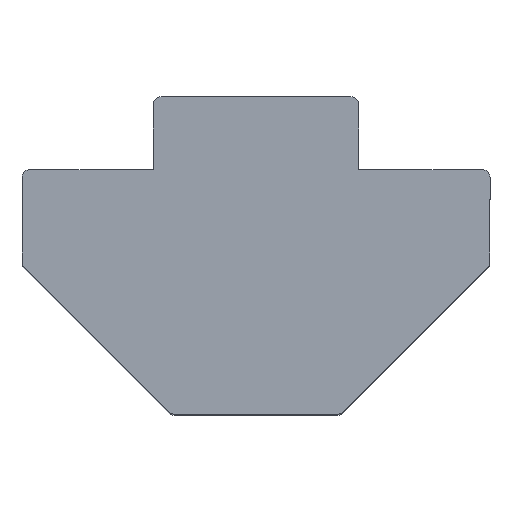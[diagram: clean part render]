
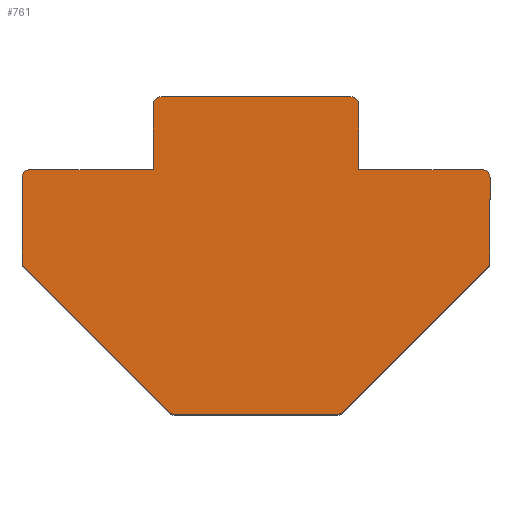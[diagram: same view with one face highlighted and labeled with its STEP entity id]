
A CAD part, top view. The second image highlights one B-rep face of the part: STEP entity #761.
In plain terms, the highlighted planar face has unit normal (0, 0, 1).
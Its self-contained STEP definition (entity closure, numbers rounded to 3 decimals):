
#3 = VERTEX_POINT ( 'NONE', #156 ) ;
#14 = VERTEX_POINT ( 'NONE', #585 ) ;
#20 = EDGE_CURVE ( 'NONE', #1139, #824, #976, .T. ) ;
#26 = DIRECTION ( 'NONE',  ( 0., 0., 1. ) ) ;
#33 = LINE ( 'NONE', #47, #1073 ) ;
#38 = DIRECTION ( 'NONE',  ( -1., 0., 0. ) ) ;
#47 = CARTESIAN_POINT ( 'NONE',  ( -9., 5.845, 25. ) ) ;
#53 = DIRECTION ( 'NONE',  ( 0., 0., 1. ) ) ;
#71 = EDGE_CURVE ( 'NONE', #924, #1129, #1172, .T. ) ;
#93 = CARTESIAN_POINT ( 'NONE',  ( -8.7, 9.4, 25. ) ) ;
#115 = ORIENTED_EDGE ( 'NONE', *, *, #380, .T. ) ;
#117 = VERTEX_POINT ( 'NONE', #755 ) ;
#120 = CARTESIAN_POINT ( 'NONE',  ( -3.65, 12.2, 25. ) ) ;
#126 = EDGE_CURVE ( 'NONE', #505, #924, #851, .T. ) ;
#134 = DIRECTION ( 'NONE',  ( 0., 1., 0. ) ) ;
#137 = EDGE_CURVE ( 'NONE', #14, #1030, #1068, .T. ) ;
#145 = CARTESIAN_POINT ( 'NONE',  ( 9., 5.845, 25. ) ) ;
#154 = CARTESIAN_POINT ( 'NONE',  ( -8.7, 5.845, 25. ) ) ;
#156 = CARTESIAN_POINT ( 'NONE',  ( -3.361, 0.088, 25. ) ) ;
#160 = DIRECTION ( 'NONE',  ( 0., 0., 1. ) ) ;
#162 = DIRECTION ( 'NONE',  ( 0., -1., 0. ) ) ;
#170 = CIRCLE ( 'NONE', #235, 0.3 ) ;
#171 = CARTESIAN_POINT ( 'NONE',  ( 3.149, 0.3, 25. ) ) ;
#172 = VECTOR ( 'NONE', #929, 1000. ) ;
#175 = EDGE_CURVE ( 'NONE', #1120, #1139, #702, .T. ) ;
#176 = DIRECTION ( 'NONE',  ( -1., 0., 0. ) ) ;
#182 = VERTEX_POINT ( 'NONE', #495 ) ;
#199 = ORIENTED_EDGE ( 'NONE', *, *, #20, .T. ) ;
#216 = ORIENTED_EDGE ( 'NONE', *, *, #175, .T. ) ;
#219 = CARTESIAN_POINT ( 'NONE',  ( -8.912, 5.632, 25. ) ) ;
#221 = EDGE_CURVE ( 'NONE', #773, #117, #1189, .T. ) ;
#233 = CIRCLE ( 'NONE', #729, 0.3 ) ;
#235 = AXIS2_PLACEMENT_3D ( 'NONE', #1059, #608, #806 ) ;
#245 = EDGE_CURVE ( 'NONE', #1129, #1120, #1088, .T. ) ;
#249 = VECTOR ( 'NONE', #176, 1000. ) ;
#257 = DIRECTION ( 'NONE',  ( 1., 0., 0. ) ) ;
#271 = DIRECTION ( 'NONE',  ( 1., 0., 0. ) ) ;
#272 = EDGE_CURVE ( 'NONE', #450, #182, #811, .T. ) ;
#295 = VERTEX_POINT ( 'NONE', #93 ) ;
#315 = DIRECTION ( 'NONE',  ( 1., 0., 0. ) ) ;
#331 = CARTESIAN_POINT ( 'NONE',  ( 3.65, 12.2, 25. ) ) ;
#332 = ORIENTED_EDGE ( 'NONE', *, *, #126, .T. ) ;
#345 = ORIENTED_EDGE ( 'NONE', *, *, #1270, .T. ) ;
#351 = EDGE_CURVE ( 'NONE', #695, #14, #1169, .T. ) ;
#352 = CARTESIAN_POINT ( 'NONE',  ( -3.149, 0., 25. ) ) ;
#357 = DIRECTION ( 'NONE',  ( 1., 0., 0. ) ) ;
#358 = CARTESIAN_POINT ( 'NONE',  ( 8.7, 9.1, 25. ) ) ;
#371 = EDGE_CURVE ( 'NONE', #1186, #895, #33, .T. ) ;
#379 = CARTESIAN_POINT ( 'NONE',  ( 8.874, 5.6, 25. ) ) ;
#380 = EDGE_CURVE ( 'NONE', #182, #773, #826, .T. ) ;
#391 = EDGE_LOOP ( 'NONE', ( #1288, #743, #409, #1099, #115, #579, #630, #1040, #959, #345, #332, #596, #784, #216, #199, #1168, #592, #901 ) ) ;
#409 = ORIENTED_EDGE ( 'NONE', *, *, #483, .T. ) ;
#419 = LINE ( 'NONE', #219, #172 ) ;
#420 = CARTESIAN_POINT ( 'NONE',  ( -3.95, 9.4, 25. ) ) ;
#424 = CARTESIAN_POINT ( 'NONE',  ( 3.95, 11.9, 25. ) ) ;
#427 = CARTESIAN_POINT ( 'NONE',  ( 8.7, 5.845, 25. ) ) ;
#438 = CARTESIAN_POINT ( 'NONE',  ( 8.7, 9.4, 25. ) ) ;
#450 = VERTEX_POINT ( 'NONE', #352 ) ;
#454 = CIRCLE ( 'NONE', #979, 0.3 ) ;
#464 = EDGE_CURVE ( 'NONE', #895, #913, #903, .T. ) ;
#476 = DIRECTION ( 'NONE',  ( -1., 0., 0. ) ) ;
#478 = EDGE_CURVE ( 'NONE', #295, #1186, #454, .T. ) ;
#483 = EDGE_CURVE ( 'NONE', #3, #450, #170, .T. ) ;
#489 = DIRECTION ( 'NONE',  ( -1., 0., 0. ) ) ;
#490 = FACE_OUTER_BOUND ( 'NONE', #391, .T. ) ;
#495 = CARTESIAN_POINT ( 'NONE',  ( 3.149, 0., 25. ) ) ;
#505 = VERTEX_POINT ( 'NONE', #971 ) ;
#531 = DIRECTION ( 'NONE',  ( -1., 0., 0. ) ) ;
#533 = AXIS2_PLACEMENT_3D ( 'NONE', #154, #866, #257 ) ;
#541 = VECTOR ( 'NONE', #357, 1000. ) ;
#573 = CARTESIAN_POINT ( 'NONE',  ( 3.149, 0., 25. ) ) ;
#576 = DIRECTION ( 'NONE',  ( 0., 1., 0. ) ) ;
#579 = ORIENTED_EDGE ( 'NONE', *, *, #221, .T. ) ;
#585 = CARTESIAN_POINT ( 'NONE',  ( 9., 9.1, 25. ) ) ;
#592 = ORIENTED_EDGE ( 'NONE', *, *, #478, .T. ) ;
#596 = ORIENTED_EDGE ( 'NONE', *, *, #71, .T. ) ;
#608 = DIRECTION ( 'NONE',  ( 0., 0., 1. ) ) ;
#630 = ORIENTED_EDGE ( 'NONE', *, *, #753, .T. ) ;
#639 = VECTOR ( 'NONE', #787, 1000. ) ;
#648 = EDGE_CURVE ( 'NONE', #824, #295, #800, .T. ) ;
#649 = CARTESIAN_POINT ( 'NONE',  ( -3.95, 11.9, 25. ) ) ;
#652 = VECTOR ( 'NONE', #134, 1000. ) ;
#657 = CARTESIAN_POINT ( 'NONE',  ( 3.65, 11.9, 25. ) ) ;
#664 = CARTESIAN_POINT ( 'NONE',  ( -3.65, 12.2, 25. ) ) ;
#677 = CARTESIAN_POINT ( 'NONE',  ( -8.7, 9.1, 25. ) ) ;
#681 = VECTOR ( 'NONE', #576, 1000. ) ;
#682 = CARTESIAN_POINT ( 'NONE',  ( -9., 9.1, 25. ) ) ;
#695 = VERTEX_POINT ( 'NONE', #900 ) ;
#702 = CIRCLE ( 'NONE', #1036, 0.3 ) ;
#716 = VECTOR ( 'NONE', #162, 1000. ) ;
#729 = AXIS2_PLACEMENT_3D ( 'NONE', #427, #1113, #531 ) ;
#743 = ORIENTED_EDGE ( 'NONE', *, *, #983, .T. ) ;
#753 = EDGE_CURVE ( 'NONE', #117, #695, #233, .T. ) ;
#754 = DIRECTION ( 'NONE',  ( -1., 0., 0. ) ) ;
#755 = CARTESIAN_POINT ( 'NONE',  ( 8.874, 5.6, 25. ) ) ;
#761 = ADVANCED_FACE ( 'NONE', ( #490 ), #833, .T. ) ;
#773 = VERTEX_POINT ( 'NONE', #1115 ) ;
#778 = DIRECTION ( 'NONE',  ( 1., 0., 0. ) ) ;
#781 = CARTESIAN_POINT ( 'NONE',  ( -3.65, 11.9, 25. ) ) ;
#784 = ORIENTED_EDGE ( 'NONE', *, *, #245, .T. ) ;
#787 = DIRECTION ( 'NONE',  ( 0.707, 0.707, 0. ) ) ;
#794 = CARTESIAN_POINT ( 'NONE',  ( -8.7, 9.4, 25. ) ) ;
#800 = LINE ( 'NONE', #794, #249 ) ;
#804 = VECTOR ( 'NONE', #489, 1000. ) ;
#806 = DIRECTION ( 'NONE',  ( -1., 0., 0. ) ) ;
#811 = LINE ( 'NONE', #573, #541 ) ;
#824 = VERTEX_POINT ( 'NONE', #420 ) ;
#826 = CIRCLE ( 'NONE', #1200, 0.3 ) ;
#829 = LINE ( 'NONE', #1062, #804 ) ;
#833 = PLANE ( 'NONE',  #1194 ) ;
#851 = LINE ( 'NONE', #949, #652 ) ;
#864 = DIRECTION ( 'NONE',  ( 0., -1., 0. ) ) ;
#866 = DIRECTION ( 'NONE',  ( 0., 0., 1. ) ) ;
#868 = VECTOR ( 'NONE', #38, 1000. ) ;
#874 = DIRECTION ( 'NONE',  ( 1., 0., 0. ) ) ;
#882 = DIRECTION ( 'NONE',  ( 0., 0., 1. ) ) ;
#895 = VERTEX_POINT ( 'NONE', #1016 ) ;
#900 = CARTESIAN_POINT ( 'NONE',  ( 9., 5.845, 25. ) ) ;
#901 = ORIENTED_EDGE ( 'NONE', *, *, #371, .T. ) ;
#903 = CIRCLE ( 'NONE', #533, 0.3 ) ;
#913 = VERTEX_POINT ( 'NONE', #1219 ) ;
#923 = DIRECTION ( 'NONE',  ( 0., 0., 1. ) ) ;
#924 = VERTEX_POINT ( 'NONE', #424 ) ;
#929 = DIRECTION ( 'NONE',  ( 0.707, -0.707, 0. ) ) ;
#949 = CARTESIAN_POINT ( 'NONE',  ( 3.95, 9.4, 25. ) ) ;
#959 = ORIENTED_EDGE ( 'NONE', *, *, #137, .T. ) ;
#971 = CARTESIAN_POINT ( 'NONE',  ( 3.95, 9.4, 25. ) ) ;
#976 = LINE ( 'NONE', #1164, #716 ) ;
#979 = AXIS2_PLACEMENT_3D ( 'NONE', #677, #53, #778 ) ;
#983 = EDGE_CURVE ( 'NONE', #913, #3, #419, .T. ) ;
#1016 = CARTESIAN_POINT ( 'NONE',  ( -9., 5.845, 25. ) ) ;
#1030 = VERTEX_POINT ( 'NONE', #438 ) ;
#1036 = AXIS2_PLACEMENT_3D ( 'NONE', #781, #160, #874 ) ;
#1040 = ORIENTED_EDGE ( 'NONE', *, *, #351, .T. ) ;
#1048 = DIRECTION ( 'NONE',  ( 0., 0., 1. ) ) ;
#1059 = CARTESIAN_POINT ( 'NONE',  ( -3.149, 0.3, 25. ) ) ;
#1062 = CARTESIAN_POINT ( 'NONE',  ( 8.7, 9.4, 25. ) ) ;
#1068 = CIRCLE ( 'NONE', #1126, 0.3 ) ;
#1073 = VECTOR ( 'NONE', #864, 1000. ) ;
#1088 = LINE ( 'NONE', #664, #868 ) ;
#1099 = ORIENTED_EDGE ( 'NONE', *, *, #272, .T. ) ;
#1113 = DIRECTION ( 'NONE',  ( 0., 0., 1. ) ) ;
#1115 = CARTESIAN_POINT ( 'NONE',  ( 3.362, 0.088, 25. ) ) ;
#1120 = VERTEX_POINT ( 'NONE', #120 ) ;
#1126 = AXIS2_PLACEMENT_3D ( 'NONE', #358, #1048, #476 ) ;
#1129 = VERTEX_POINT ( 'NONE', #331 ) ;
#1139 = VERTEX_POINT ( 'NONE', #649 ) ;
#1164 = CARTESIAN_POINT ( 'NONE',  ( -3.95, 9.4, 25. ) ) ;
#1168 = ORIENTED_EDGE ( 'NONE', *, *, #648, .T. ) ;
#1169 = LINE ( 'NONE', #145, #681 ) ;
#1172 = CIRCLE ( 'NONE', #1290, 0.3 ) ;
#1186 = VERTEX_POINT ( 'NONE', #682 ) ;
#1189 = LINE ( 'NONE', #379, #639 ) ;
#1194 = AXIS2_PLACEMENT_3D ( 'NONE', #1223, #923, #315 ) ;
#1200 = AXIS2_PLACEMENT_3D ( 'NONE', #171, #882, #271 ) ;
#1219 = CARTESIAN_POINT ( 'NONE',  ( -8.912, 5.632, 25. ) ) ;
#1223 = CARTESIAN_POINT ( 'NONE',  ( -8.7, 5.845, 25. ) ) ;
#1270 = EDGE_CURVE ( 'NONE', #1030, #505, #829, .T. ) ;
#1288 = ORIENTED_EDGE ( 'NONE', *, *, #464, .T. ) ;
#1290 = AXIS2_PLACEMENT_3D ( 'NONE', #657, #26, #754 ) ;
